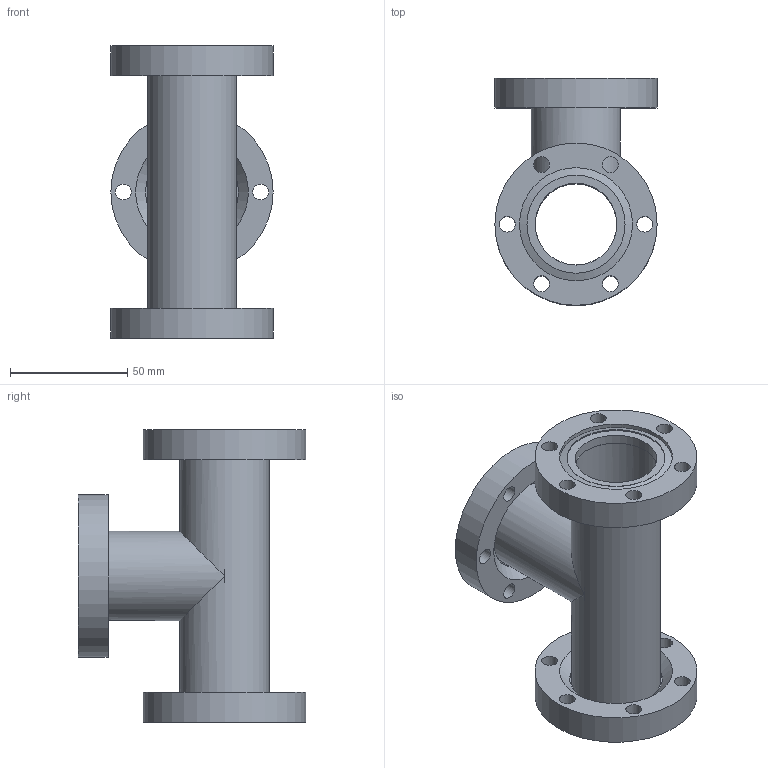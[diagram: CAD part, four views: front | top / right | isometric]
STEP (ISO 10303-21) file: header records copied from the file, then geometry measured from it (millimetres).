
FILE_DESCRIPTION((''),'2;1');
FILE_NAME('404002.stp','2008-05-16T15:31:04',('stelmach'),(''),'Autodesk Inventor 2008','Autodesk Inventor 2008','');
FILE_SCHEMA(('AUTOMOTIVE_DESIGN { 1 0 10303 214 1 1 1 1 }'));
Length unit declared in the file: inch
Products named in the file (7): 404002; 404002-001; 404002-002; 110014 (2.75 X 1.5 NR); 100014 (2.75 X 1.5 R); 100014 (2.75 X 1.5 REC); 100014 (2.75 X 1.5 INS)
Assembly tree (7 placements, depth 3):
  404002
    404002-001
    404002-002
    110014 (2.75 X 1.5 NR)
    100014 (2.75 X 1.5 R)  x2
      100014 (2.75 X 1.5 REC)
      100014 (2.75 X 1.5 INS)
Bounding box: 69.34 x 97.13 x 124.92 mm (x, y, z)
Volume: 116479.9 mm3; surface area: 74481.2 mm2
Topology: 7 solids, 7 shells, 73 faces, 169 edges, 113 vertices
Faces by surface type: cylinder 27, plane 23, bspline 18, cone 5
Full cylindrical faces by diameter (mm): 34.798 x2, 34.925 x3, 38.1 x2, 38.354 x3, 39.624 x2, 41.9 x3, 48.1 x2, 48.151 x2, 48.3 x1, 69.342 x3
Entity records: 1804 total; most frequent: CARTESIAN_POINT 544, DIRECTION 244, ORIENTED_EDGE 150, EDGE_LOOP 122, AXIS2_PLACEMENT_3D 119, EDGE_CURVE 75, FACE_BOUND 70, VERTEX_POINT 67
